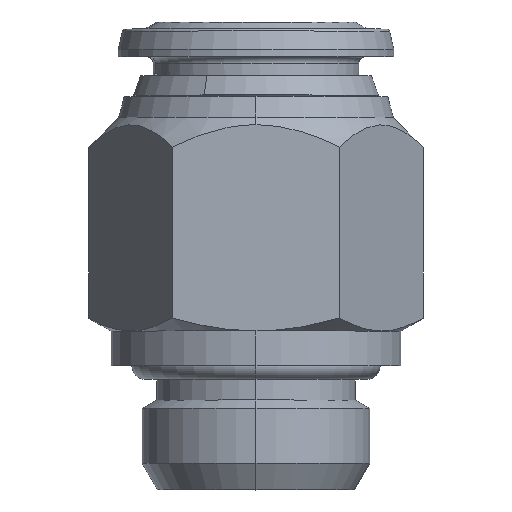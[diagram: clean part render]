
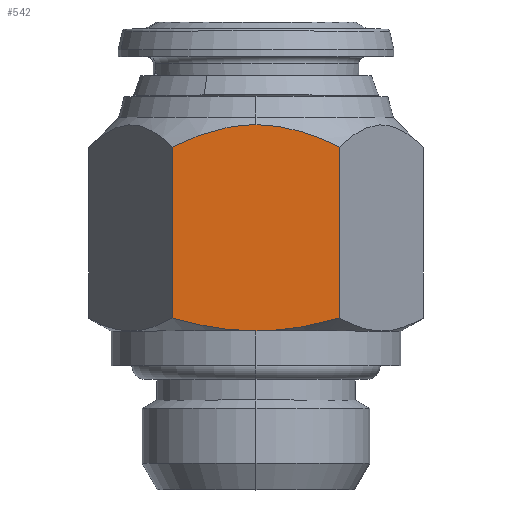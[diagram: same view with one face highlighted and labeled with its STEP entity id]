
A CAD part, top view. The second image highlights one B-rep face of the part: STEP entity #542.
In plain terms, the highlighted planar face has unit normal (0, 0, 1).
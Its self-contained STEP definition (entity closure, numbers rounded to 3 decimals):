
#302 = LINE ( 'NONE', #662, #303 ) ;
#303 = VECTOR ( 'NONE', #670, 1000. ) ;
#304 = VECTOR ( 'NONE', #685, 1000. ) ;
#305 = LINE ( 'NONE', #673, #304 ) ;
#542 = ADVANCED_FACE ( 'NONE', ( #2946 ), #4149, .T. ) ;
#586 = B_SPLINE_CURVE_WITH_KNOTS ( 'NONE', 3,
 ( #1226, #1219, #1220, #1228, #1229, #1230, #1231, #1232 ),
 .UNSPECIFIED., .F., .F.,
 ( 4, 2, 2, 4 ),
 ( 0.014, 0.017, 0.019, 0.02 ),
 .UNSPECIFIED. ) ;
#595 = B_SPLINE_CURVE_WITH_KNOTS ( 'NONE', 3,
 ( #1346, #1334, #1347, #1348, #1349, #1350, #1351, #1352 ),
 .UNSPECIFIED., .F., .F.,
 ( 4, 2, 2, 4 ),
 ( 0.027, 0.031, 0.032, 0.034 ),
 .UNSPECIFIED. ) ;
#596 = B_SPLINE_CURVE_WITH_KNOTS ( 'NONE', 3,
 ( #1353, #1354, #1359, #1360, #1361, #1362 ),
 .UNSPECIFIED., .F., .F.,
 ( 4, 2, 4 ),
 ( 0.034, 0.037, 0.04 ),
 .UNSPECIFIED. ) ;
#602 = B_SPLINE_CURVE_WITH_KNOTS ( 'NONE', 3,
 ( #671, #669, #674, #675, #676, #677, #678, #679, #680, #681, #682, #683 ),
 .UNSPECIFIED., .F., .F.,
 ( 4, 2, 2, 2, 2, 4 ),
 ( 0.008, 0.009, 0.011, 0.012, 0.013, 0.014 ),
 .UNSPECIFIED. ) ;
#662 = CARTESIAN_POINT ( 'NONE',  ( 6.062, 8.5, 10.5 ) ) ;
#669 = CARTESIAN_POINT ( 'NONE',  ( -5.592, 25.063, 10.5 ) ) ;
#670 = DIRECTION ( 'NONE',  ( 0., 1., 0. ) ) ;
#671 = CARTESIAN_POINT ( 'NONE',  ( -6.062, 24.828, 10.5 ) ) ;
#673 = CARTESIAN_POINT ( 'NONE',  ( -6.062, 8.5, 10.5 ) ) ;
#674 = CARTESIAN_POINT ( 'NONE',  ( -5.113, 25.282, 10.5 ) ) ;
#675 = CARTESIAN_POINT ( 'NONE',  ( -4.128, 25.679, 10.5 ) ) ;
#676 = CARTESIAN_POINT ( 'NONE',  ( -3.627, 25.854, 10.5 ) ) ;
#677 = CARTESIAN_POINT ( 'NONE',  ( -2.616, 26.142, 10.5 ) ) ;
#678 = CARTESIAN_POINT ( 'NONE',  ( -2.103, 26.256, 10.5 ) ) ;
#679 = CARTESIAN_POINT ( 'NONE',  ( -1.323, 26.372, 10.5 ) ) ;
#680 = CARTESIAN_POINT ( 'NONE',  ( -1.061, 26.402, 10.5 ) ) ;
#681 = CARTESIAN_POINT ( 'NONE',  ( -0.534, 26.442, 10.5 ) ) ;
#682 = CARTESIAN_POINT ( 'NONE',  ( -0.266, 26.452, 10.5 ) ) ;
#683 = CARTESIAN_POINT ( 'NONE',  ( 0., 26.452, 10.5 ) ) ;
#685 = DIRECTION ( 'NONE',  ( 0., 1., 0. ) ) ;
#1063 = CARTESIAN_POINT ( 'NONE',  ( 6.062, 12.438, 10.5 ) ) ;
#1067 = CARTESIAN_POINT ( 'NONE',  ( -6.062, 24.828, 10.5 ) ) ;
#1068 = CARTESIAN_POINT ( 'NONE',  ( 6.062, 24.828, 10.5 ) ) ;
#1086 = CARTESIAN_POINT ( 'NONE',  ( 0., 11.5, 10.5 ) ) ;
#1098 = CARTESIAN_POINT ( 'NONE',  ( 0., 26.452, 10.5 ) ) ;
#1105 = CARTESIAN_POINT ( 'NONE',  ( -6.062, 12.438, 10.5 ) ) ;
#1219 = CARTESIAN_POINT ( 'NONE',  ( 1.066, 26.452, 10.5 ) ) ;
#1220 = CARTESIAN_POINT ( 'NONE',  ( 2.104, 26.288, 10.5 ) ) ;
#1226 = CARTESIAN_POINT ( 'NONE',  ( 0., 26.452, 10.5 ) ) ;
#1228 = CARTESIAN_POINT ( 'NONE',  ( 3.629, 25.853, 10.5 ) ) ;
#1229 = CARTESIAN_POINT ( 'NONE',  ( 4.134, 25.676, 10.5 ) ) ;
#1230 = CARTESIAN_POINT ( 'NONE',  ( 5.115, 25.281, 10.5 ) ) ;
#1231 = CARTESIAN_POINT ( 'NONE',  ( 5.593, 25.062, 10.5 ) ) ;
#1232 = CARTESIAN_POINT ( 'NONE',  ( 6.062, 24.828, 10.5 ) ) ;
#1334 = CARTESIAN_POINT ( 'NONE',  ( 5.082, 12.155, 10.5 ) ) ;
#1346 = CARTESIAN_POINT ( 'NONE',  ( 6.062, 12.438, 10.5 ) ) ;
#1347 = CARTESIAN_POINT ( 'NONE',  ( 4.089, 11.919, 10.5 ) ) ;
#1348 = CARTESIAN_POINT ( 'NONE',  ( 2.571, 11.673, 10.5 ) ) ;
#1349 = CARTESIAN_POINT ( 'NONE',  ( 2.06, 11.609, 10.5 ) ) ;
#1350 = CARTESIAN_POINT ( 'NONE',  ( 1.028, 11.522, 10.5 ) ) ;
#1351 = CARTESIAN_POINT ( 'NONE',  ( 0.513, 11.5, 10.5 ) ) ;
#1352 = CARTESIAN_POINT ( 'NONE',  ( 0., 11.5, 10.5 ) ) ;
#1353 = CARTESIAN_POINT ( 'NONE',  ( 0., 11.5, 10.5 ) ) ;
#1354 = CARTESIAN_POINT ( 'NONE',  ( -1.025, 11.5, 10.5 ) ) ;
#1359 = CARTESIAN_POINT ( 'NONE',  ( -2.043, 11.588, 10.5 ) ) ;
#1360 = CARTESIAN_POINT ( 'NONE',  ( -4.066, 11.914, 10.5 ) ) ;
#1361 = CARTESIAN_POINT ( 'NONE',  ( -5.075, 12.153, 10.5 ) ) ;
#1362 = CARTESIAN_POINT ( 'NONE',  ( -6.062, 12.438, 10.5 ) ) ;
#1796 = EDGE_CURVE ( 'NONE', #4263, #4233, #586, .T. ) ;
#1823 = EDGE_CURVE ( 'NONE', #4228, #4251, #595, .T. ) ;
#1825 = EDGE_CURVE ( 'NONE', #4251, #4270, #596, .T. ) ;
#1837 = EDGE_CURVE ( 'NONE', #4228, #4233, #302, .T. ) ;
#1838 = EDGE_CURVE ( 'NONE', #4232, #4263, #602, .T. ) ;
#1839 = EDGE_CURVE ( 'NONE', #4270, #4232, #305, .T. ) ;
#2409 = AXIS2_PLACEMENT_3D ( 'NONE', #4166, #4165, #4161 ) ;
#2788 = ORIENTED_EDGE ( 'NONE', *, *, #1837, .T. ) ;
#2789 = ORIENTED_EDGE ( 'NONE', *, *, #1796, .F. ) ;
#2790 = ORIENTED_EDGE ( 'NONE', *, *, #1838, .F. ) ;
#2791 = ORIENTED_EDGE ( 'NONE', *, *, #1839, .F. ) ;
#2792 = ORIENTED_EDGE ( 'NONE', *, *, #1825, .F. ) ;
#2793 = ORIENTED_EDGE ( 'NONE', *, *, #1823, .F. ) ;
#2946 = FACE_OUTER_BOUND ( 'NONE', #4214, .T. ) ;
#4149 = PLANE ( 'NONE',  #2409 ) ;
#4161 = DIRECTION ( 'NONE',  ( 1., 0., 0. ) ) ;
#4165 = DIRECTION ( 'NONE',  ( 0., 0., 1. ) ) ;
#4166 = CARTESIAN_POINT ( 'NONE',  ( -6.062, 8.5, 10.5 ) ) ;
#4214 = EDGE_LOOP ( 'NONE', ( #2788, #2789, #2790, #2791, #2792, #2793 ) ) ;
#4228 = VERTEX_POINT ( 'NONE', #1063 ) ;
#4232 = VERTEX_POINT ( 'NONE', #1067 ) ;
#4233 = VERTEX_POINT ( 'NONE', #1068 ) ;
#4251 = VERTEX_POINT ( 'NONE', #1086 ) ;
#4263 = VERTEX_POINT ( 'NONE', #1098 ) ;
#4270 = VERTEX_POINT ( 'NONE', #1105 ) ;
